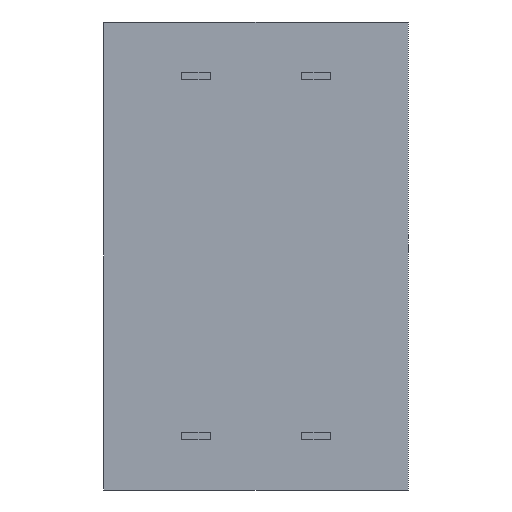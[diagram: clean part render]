
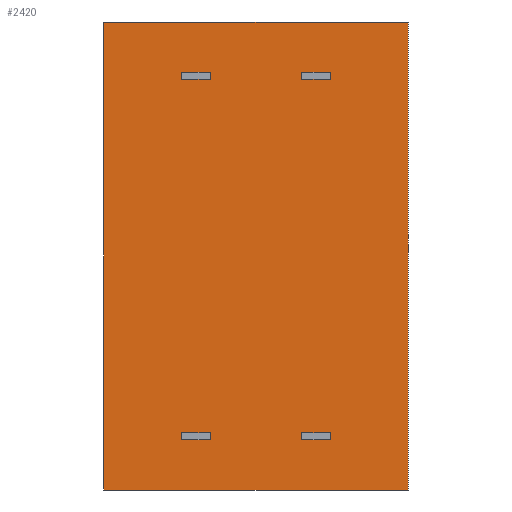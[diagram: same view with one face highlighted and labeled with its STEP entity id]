
A CAD part, front view. The second image highlights one B-rep face of the part: STEP entity #2420.
In plain terms, the highlighted planar face has unit normal (0, -1, 0).
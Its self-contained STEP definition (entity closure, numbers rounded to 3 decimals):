
#198=FACE_OUTER_BOUND('',#349,.T.);
#349=EDGE_LOOP('',(#1690,#1691,#1692,#1693));
#521=LINE('',#3257,#784);
#533=LINE('',#3280,#796);
#534=LINE('',#3283,#797);
#535=LINE('',#3284,#798);
#784=VECTOR('',#2756,10.);
#796=VECTOR('',#2778,10.);
#797=VECTOR('',#2781,10.);
#798=VECTOR('',#2782,10.);
#1036=VERTEX_POINT('',#3254);
#1037=VERTEX_POINT('',#3256);
#1043=VERTEX_POINT('',#3278);
#1044=VERTEX_POINT('',#3282);
#1281=EDGE_CURVE('',#1037,#1036,#521,.T.);
#1293=EDGE_CURVE('',#1036,#1043,#533,.T.);
#1294=EDGE_CURVE('',#1044,#1043,#534,.T.);
#1295=EDGE_CURVE('',#1037,#1044,#535,.T.);
#1690=ORIENTED_EDGE('',*,*,#1281,.T.);
#1691=ORIENTED_EDGE('',*,*,#1293,.T.);
#1692=ORIENTED_EDGE('',*,*,#1294,.F.);
#1693=ORIENTED_EDGE('',*,*,#1295,.F.);
#2315=PLANE('',#2596);
#2420=ADVANCED_FACE('',(#198),#2315,.T.);
#2596=AXIS2_PLACEMENT_3D('',#3281,#2779,#2780);
#2756=DIRECTION('',(0.,0.,-1.));
#2778=DIRECTION('',(1.,0.,0.));
#2779=DIRECTION('center_axis',(0.,-1.,0.));
#2780=DIRECTION('ref_axis',(0.,0.,-1.));
#2781=DIRECTION('',(0.,0.,-1.));
#2782=DIRECTION('',(1.,0.,0.));
#3254=CARTESIAN_POINT('',(-3.22,0.,-4.95));
#3256=CARTESIAN_POINT('',(-3.22,0.,4.95));
#3257=CARTESIAN_POINT('',(-3.22,0.,4.95));
#3278=CARTESIAN_POINT('',(3.22,0.,-4.95));
#3280=CARTESIAN_POINT('',(-3.22,0.,-4.95));
#3281=CARTESIAN_POINT('Origin',(-3.22,0.,4.95));
#3282=CARTESIAN_POINT('',(3.22,0.,4.95));
#3283=CARTESIAN_POINT('',(3.22,0.,4.95));
#3284=CARTESIAN_POINT('',(-3.22,0.,4.95));
